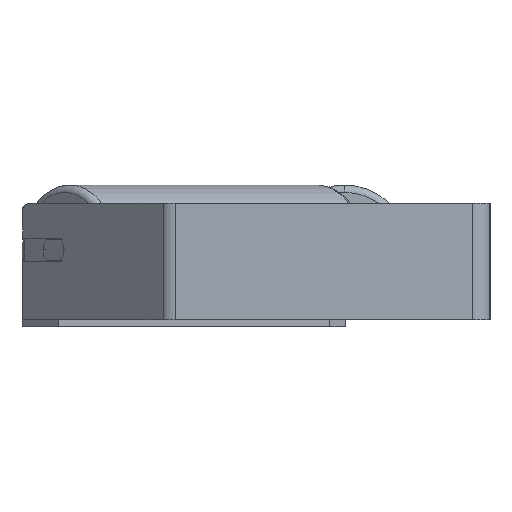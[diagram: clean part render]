
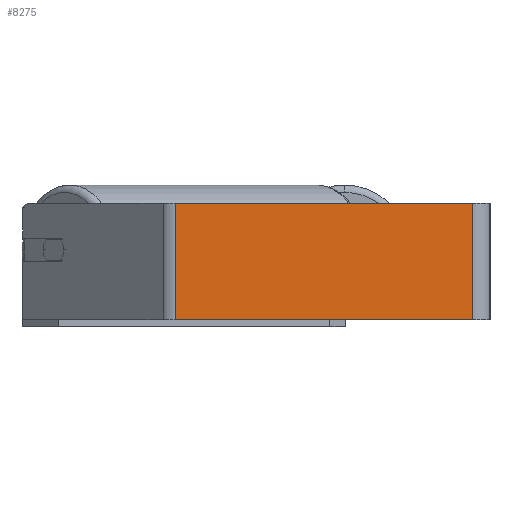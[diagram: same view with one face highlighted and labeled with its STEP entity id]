
A CAD part, left-side view. The second image highlights one B-rep face of the part: STEP entity #8275.
In plain terms, the highlighted planar face has unit normal (-1, 0, 0).
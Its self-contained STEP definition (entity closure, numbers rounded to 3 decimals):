
#9 = LINE ( 'NONE', #4689, #603 ) ;
#52 = VERTEX_POINT ( 'NONE', #4854 ) ;
#473 = PLANE ( 'NONE',  #2799 ) ;
#490 = EDGE_CURVE ( 'NONE', #4368, #5589, #5563, .T. ) ;
#530 = FACE_OUTER_BOUND ( 'NONE', #3404, .T. ) ;
#603 = VECTOR ( 'NONE', #2070, 1000. ) ;
#714 = CARTESIAN_POINT ( 'NONE',  ( -430., 12., 40. ) ) ;
#979 = CARTESIAN_POINT ( 'NONE',  ( -430., 216.181, 40. ) ) ;
#1222 = VECTOR ( 'NONE', #7629, 1000. ) ;
#1371 = CARTESIAN_POINT ( 'NONE',  ( -430., 12., -40. ) ) ;
#2028 = VERTEX_POINT ( 'NONE', #5047 ) ;
#2070 = DIRECTION ( 'NONE',  ( 0., -1., 0. ) ) ;
#2385 = DIRECTION ( 'NONE',  ( 0., -1., 0. ) ) ;
#2440 = DIRECTION ( 'NONE',  ( 0., 0., -1. ) ) ;
#2799 = AXIS2_PLACEMENT_3D ( 'NONE', #8749, #8014, #8163 ) ;
#3404 = EDGE_LOOP ( 'NONE', ( #5725, #6984, #3410, #8329 ) ) ;
#3410 = ORIENTED_EDGE ( 'NONE', *, *, #8847, .F. ) ;
#3518 = EDGE_CURVE ( 'NONE', #52, #2028, #7229, .T. ) ;
#3563 = LINE ( 'NONE', #6335, #5351 ) ;
#4302 = EDGE_CURVE ( 'NONE', #2028, #5589, #3563, .T. ) ;
#4368 = VERTEX_POINT ( 'NONE', #714 ) ;
#4689 = CARTESIAN_POINT ( 'NONE',  ( -430., 221.151, 40. ) ) ;
#4854 = CARTESIAN_POINT ( 'NONE',  ( -430., 216.181, 40. ) ) ;
#5047 = CARTESIAN_POINT ( 'NONE',  ( -430., 216.181, -40. ) ) ;
#5351 = VECTOR ( 'NONE', #2385, 1000. ) ;
#5563 = LINE ( 'NONE', #7580, #1222 ) ;
#5589 = VERTEX_POINT ( 'NONE', #1371 ) ;
#5725 = ORIENTED_EDGE ( 'NONE', *, *, #4302, .T. ) ;
#6335 = CARTESIAN_POINT ( 'NONE',  ( -430., 221.151, -40. ) ) ;
#6350 = VECTOR ( 'NONE', #2440, 1000. ) ;
#6984 = ORIENTED_EDGE ( 'NONE', *, *, #490, .F. ) ;
#7229 = LINE ( 'NONE', #979, #6350 ) ;
#7580 = CARTESIAN_POINT ( 'NONE',  ( -430., 12., 40. ) ) ;
#7629 = DIRECTION ( 'NONE',  ( 0., 0., -1. ) ) ;
#8014 = DIRECTION ( 'NONE',  ( 1., 0., 0. ) ) ;
#8163 = DIRECTION ( 'NONE',  ( 0., 0., -1. ) ) ;
#8275 = ADVANCED_FACE ( 'NONE', ( #530 ), #473, .F. ) ;
#8329 = ORIENTED_EDGE ( 'NONE', *, *, #3518, .T. ) ;
#8749 = CARTESIAN_POINT ( 'NONE',  ( -430., 221.151, 40. ) ) ;
#8847 = EDGE_CURVE ( 'NONE', #52, #4368, #9, .T. ) ;
